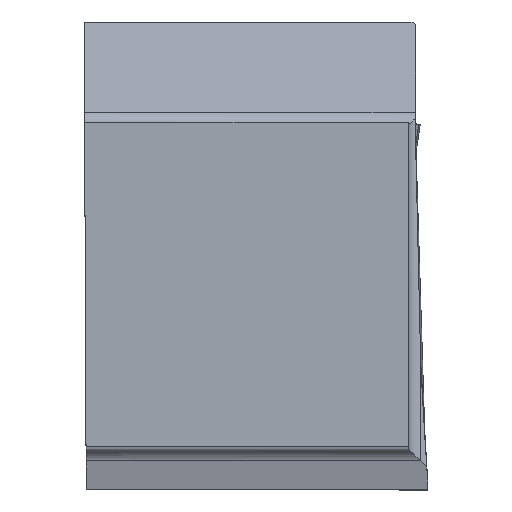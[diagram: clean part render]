
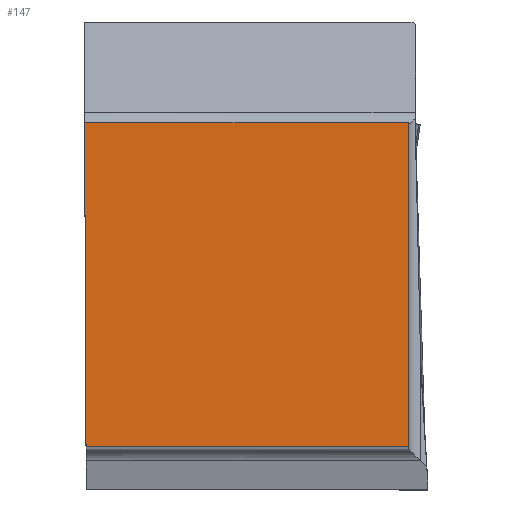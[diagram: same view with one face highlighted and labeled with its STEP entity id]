
A CAD part, top view. The second image highlights one B-rep face of the part: STEP entity #147.
In plain terms, the highlighted planar face has unit normal (0, 0, 1).
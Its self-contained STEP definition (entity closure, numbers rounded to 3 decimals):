
#114=PLANE('',#1185);
#147=ADVANCED_FACE('CU_BACK_SU1',(#220),#114,.F.);
#220=FACE_OUTER_BOUND('',#275,.T.);
#275=EDGE_LOOP('',(#567,#568,#569,#570));
#333=LINE('',#1720,#397);
#343=LINE('',#3711,#407);
#344=LINE('',#3713,#408);
#345=LINE('',#3715,#409);
#397=VECTOR('',#1299,1.);
#407=VECTOR('',#1329,1.);
#408=VECTOR('',#1330,1.);
#409=VECTOR('',#1331,1.);
#567=ORIENTED_EDGE('',*,*,#937,.T.);
#568=ORIENTED_EDGE('',*,*,#938,.F.);
#569=ORIENTED_EDGE('',*,*,#939,.T.);
#570=ORIENTED_EDGE('',*,*,#914,.T.);
#810=VERTEX_POINT('',#1719);
#811=VERTEX_POINT('',#1721);
#823=VERTEX_POINT('',#3712);
#824=VERTEX_POINT('',#3714);
#914=EDGE_CURVE('',#811,#810,#333,.T.);
#937=EDGE_CURVE('',#810,#823,#343,.T.);
#938=EDGE_CURVE('',#824,#823,#344,.T.);
#939=EDGE_CURVE('',#824,#811,#345,.T.);
#1185=AXIS2_PLACEMENT_3D('',#3716,#1332,#1333);
#1299=DIRECTION('',(0.004,-1.,0.));
#1329=DIRECTION('',(1.,0.,0.));
#1330=DIRECTION('',(0.,-1.,0.));
#1331=DIRECTION('',(-1.,0.,0.));
#1332=DIRECTION('',(0.,0.,-1.));
#1333=DIRECTION('',(0.,-1.,0.));
#1719=CARTESIAN_POINT('',(0.138,0.,0.));
#1720=CARTESIAN_POINT('',(-0.088,51.726,0.));
#1721=CARTESIAN_POINT('',(0.,31.623,0.));
#3711=CARTESIAN_POINT('',(-23.581,0.,0.));
#3712=CARTESIAN_POINT('',(31.623,0.,0.));
#3713=CARTESIAN_POINT('',(31.623,51.623,0.));
#3714=CARTESIAN_POINT('',(31.623,31.623,0.));
#3715=CARTESIAN_POINT('',(-23.581,31.623,0.));
#3716=CARTESIAN_POINT('',(-23.581,51.623,0.));
